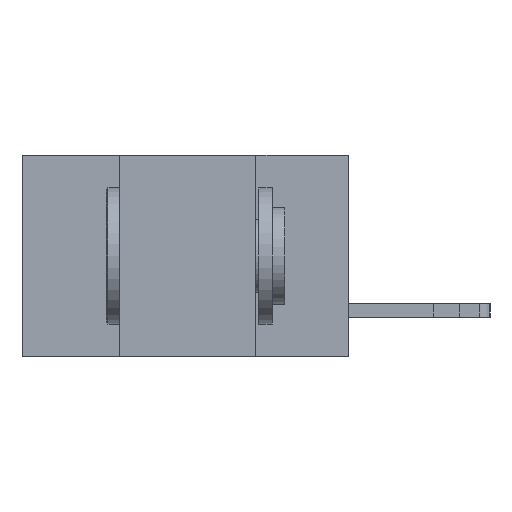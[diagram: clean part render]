
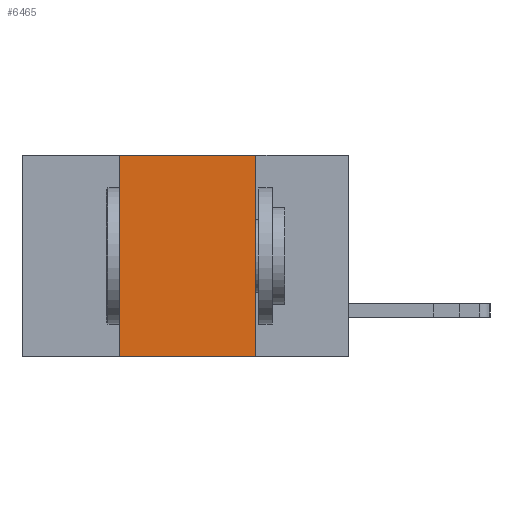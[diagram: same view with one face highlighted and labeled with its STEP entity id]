
A CAD part, left-side view. The second image highlights one B-rep face of the part: STEP entity #6465.
In plain terms, the highlighted planar face has unit normal (-1, 0, 0).
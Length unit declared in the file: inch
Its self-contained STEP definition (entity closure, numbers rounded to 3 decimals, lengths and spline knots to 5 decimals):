
#2783 = PLANE ( 'NONE',  #8094 ) ;
#3250 = CARTESIAN_POINT ( 'NONE',  ( 0., 0.42, 0. ) ) ;
#5666 = EDGE_CURVE ( 'NONE', #14007, #21606, #12241, .T. ) ;
#6059 = ORIENTED_EDGE ( 'NONE', *, *, #20148, .F. ) ;
#6194 = DIRECTION ( 'NONE',  ( 0., 0., -1. ) ) ;
#6465 = ADVANCED_FACE ( 'NONE', ( #19111 ), #2783, .F. ) ;
#6963 = DIRECTION ( 'NONE',  ( 1., 0., 0. ) ) ;
#7277 = CARTESIAN_POINT ( 'NONE',  ( 0., 0.6, 0. ) ) ;
#8094 = AXIS2_PLACEMENT_3D ( 'NONE', #19563, #6963, #21647 ) ;
#8761 = CARTESIAN_POINT ( 'NONE',  ( 0., 0.6, -0.37 ) ) ;
#10875 = DIRECTION ( 'NONE',  ( 0., -1., 0. ) ) ;
#12241 = LINE ( 'NONE', #8761, #22693 ) ;
#12640 = LINE ( 'NONE', #3250, #23104 ) ;
#12935 = LINE ( 'NONE', #27002, #17902 ) ;
#13710 = DIRECTION ( 'NONE',  ( 0., 0., 1. ) ) ;
#14007 = VERTEX_POINT ( 'NONE', #19440 ) ;
#14158 = EDGE_CURVE ( 'NONE', #19852, #19608, #16516, .T. ) ;
#14254 = EDGE_LOOP ( 'NONE', ( #16949, #19572, #6059, #22792 ) ) ;
#15272 = EDGE_CURVE ( 'NONE', #19608, #21606, #12935, .T. ) ;
#16516 = LINE ( 'NONE', #7277, #21418 ) ;
#16949 = ORIENTED_EDGE ( 'NONE', *, *, #15272, .F. ) ;
#17902 = VECTOR ( 'NONE', #6194, 39.37008 ) ;
#19111 = FACE_OUTER_BOUND ( 'NONE', #14254, .T. ) ;
#19440 = CARTESIAN_POINT ( 'NONE',  ( 0., 0.42, -0.37 ) ) ;
#19563 = CARTESIAN_POINT ( 'NONE',  ( 0., 0.6, 0. ) ) ;
#19572 = ORIENTED_EDGE ( 'NONE', *, *, #14158, .F. ) ;
#19608 = VERTEX_POINT ( 'NONE', #22423 ) ;
#19852 = VERTEX_POINT ( 'NONE', #25267 ) ;
#20148 = EDGE_CURVE ( 'NONE', #14007, #19852, #12640, .T. ) ;
#21418 = VECTOR ( 'NONE', #26048, 39.37008 ) ;
#21606 = VERTEX_POINT ( 'NONE', #24730 ) ;
#21647 = DIRECTION ( 'NONE',  ( 0., 0., -1. ) ) ;
#22423 = CARTESIAN_POINT ( 'NONE',  ( 0., 0.17, 0. ) ) ;
#22693 = VECTOR ( 'NONE', #10875, 39.37008 ) ;
#22792 = ORIENTED_EDGE ( 'NONE', *, *, #5666, .T. ) ;
#23104 = VECTOR ( 'NONE', #13710, 39.37008 ) ;
#24730 = CARTESIAN_POINT ( 'NONE',  ( 0., 0.17, -0.37 ) ) ;
#25267 = CARTESIAN_POINT ( 'NONE',  ( 0., 0.42, 0. ) ) ;
#26048 = DIRECTION ( 'NONE',  ( 0., -1., 0. ) ) ;
#27002 = CARTESIAN_POINT ( 'NONE',  ( 0., 0.17, 0. ) ) ;
